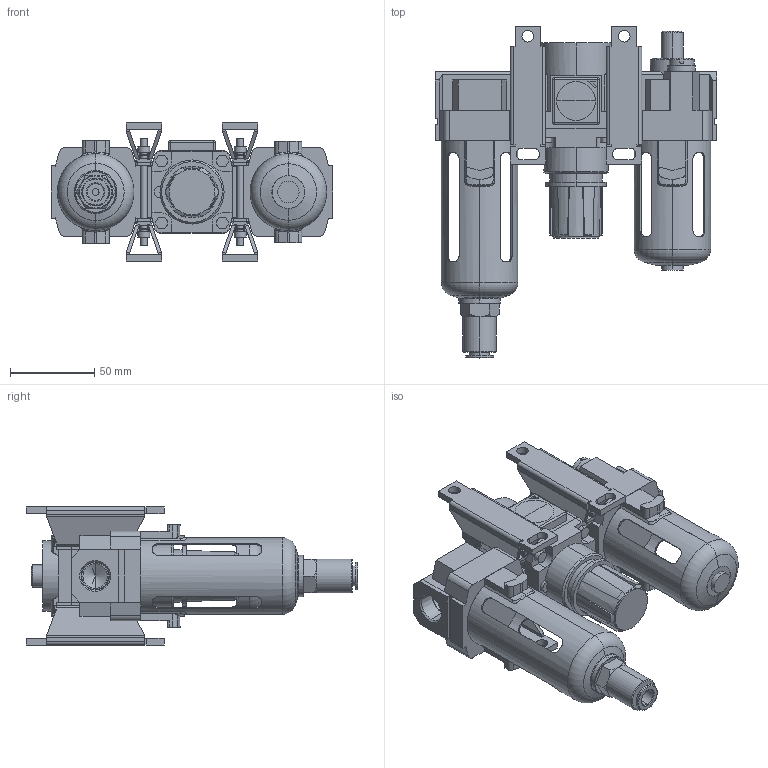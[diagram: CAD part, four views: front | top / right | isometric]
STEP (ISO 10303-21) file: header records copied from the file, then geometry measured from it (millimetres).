
FILE_DESCRIPTION (( 'STEP AP203' ), '1' );
FILE_NAME ('AC30-03CE.STEP', '2021-01-01T07:19:00', ( '' ), ( '' ), 'SwSTEP 2.0', 'SolidWorks 2016', '' );
FILE_SCHEMA (( 'CONFIG_CONTROL_DESIGN' ));
Length unit declared in the file: millimetre
Products named in the file (17): AC30-03CE_AC3009A AF Drain_30C; AC30-03CE_AC3009A AF Bowl_30C; AC30-03CE_AC3009A Gauge_*; AC30-03CE_AC3009A AL Body_30; AC30-03CE_AC3009A AL Bowl Assy_30; AC30-03CE_AC3009A AF Body_30; AC30-03CE_AC3009A Spacer_300T; AC30-03CE_AC3009A Spacer Interface_3; AC30-03CE_AC3009A Spacer Front Plate_3; AC30-03CE; AC30-03CE_AC3009A AF Bowl Assy_30C; AC30-03CE_AC3009A Spacer Rear Plate_3T; AC30-03CE_AC3009A AL Bowl_30; AC30-03CE_AC3009A Gauge_30-E; AC30-03CE_AC3009A AR Body_30
Assembly tree (20 placements, depth 3):
  AC30-03CE_AC3009A Gauge_*
  AC30-03CE
    AC30-03CE_AC3009A AR Body_30
    AC30-03CE_AC3009A Spacer_300T  x2
      AC30-03CE_AC3009A Spacer Interface_3
      AC30-03CE_AC3009A Spacer Rear Plate_3T
      AC30-03CE_AC3009A Spacer Front Plate_3
    AC30-03CE_AC3009A AF Body_30
    AC30-03CE_AC3009A AL Body_30
    AC30-03CE_AC3009A AF Bowl Assy_30C
      AC30-03CE_AC3009A AF Bowl_30C
      AC30-03CE_AC3009A AF Drain_30C
      AC30-03CE_AC3009A AF Bowl_30C
      AC30-03CE_AC3009A AF Drain_30C
    AC30-03CE_AC3009A AL Bowl Assy_30
      AC30-03CE_AC3009A AL Bowl_30  x2
    AC30-03CE_AC3009A Gauge_30-E
Bounding box: 167.4 x 197 x 82 mm (x, y, z)
Volume: 478755.3 mm3; surface area: 215262.4 mm2
Topology: 22 solids, 22 shells, 1464 faces, 3833 edges, 2450 vertices
Faces by surface type: plane 828, cylinder 427, cone 159, torus 36, bspline 8, sphere 6
Entity records: 30557 total; most frequent: CARTESIAN_POINT 7110, ORIENTED_EDGE 4498, DIRECTION 4471, EDGE_CURVE 2249, AXIS2_PLACEMENT_3D 1559, VERTEX_POINT 1442, VECTOR 1353, LINE 1353
